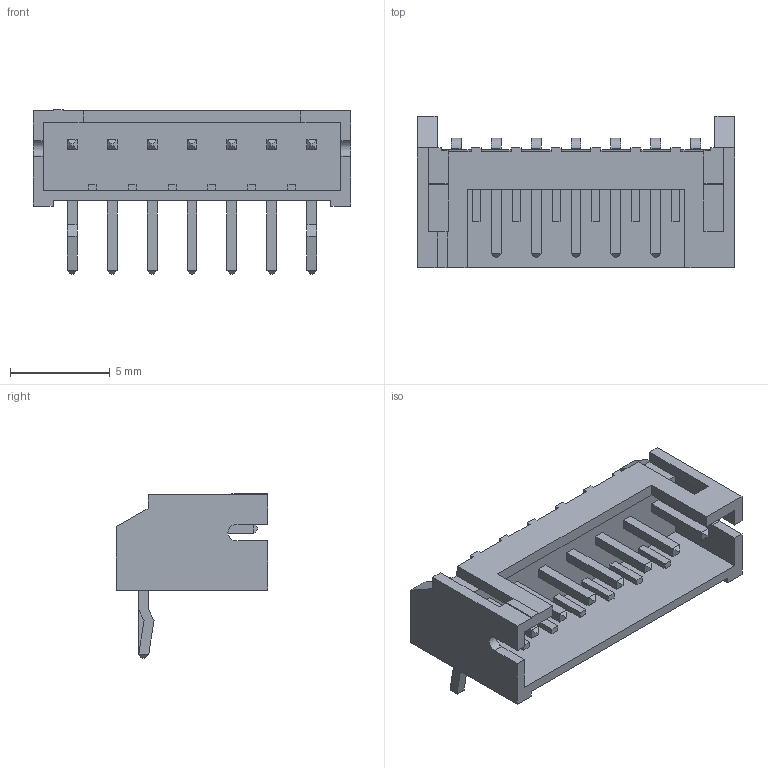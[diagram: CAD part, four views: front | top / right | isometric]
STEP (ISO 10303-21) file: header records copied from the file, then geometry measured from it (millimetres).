
FILE_DESCRIPTION(/* description */ ('model of JST_PH_S7B-PH-K_07x2.00mm_Angled.'),/* implementation_level */ FILE_NAME(/* name */ 'JST_PH_S7B-PH-K_07x2.00mm_Angled..stp',/* time_stamp */ '2017-06-10T15:21:44',/* author */ ('Rene Poeschl',''),/* organization */ (''),/* preprocessor_version */ '',/* originating_system */ '',/* authorisation */ '');
FILE_NAME(/* name */ 'JST_PH_S7B-PH-K_07x2.00mm_Angled..stp',/* time_stamp */ '2017-06-10T15:21:44',/* author */ ('Rene Poeschl',''),/* organization */ (''),/* preprocessor_version */ '',/* originating_system */ '',/* authorisation */ '');
FILE_SCHEMA(('AUTOMOTIVE_DESIGN_CC2 { 1 2 10303 214 -1 1 5 4 }'));
Length unit declared in the file: millimetre
Products named in the file (1): S07B_PH_K
Bounding box: 15.9 x 7.6 x 8.25 mm (x, y, z)
Volume: 212.5 mm3; surface area: 649.3 mm2
Topology: 1 solids, 1 shells, 270 faces, 732 edges, 474 vertices
Faces by surface type: plane 254, cylinder 16
Entity records: 10203 total; most frequent: CARTESIAN_POINT 1477, ORIENTED_EDGE 1464, DIRECTION 1306, EDGE_CURVE 732, LINE 700, VECTOR 700, VERTEX_POINT 474, AXIS2_PLACEMENT_3D 303
